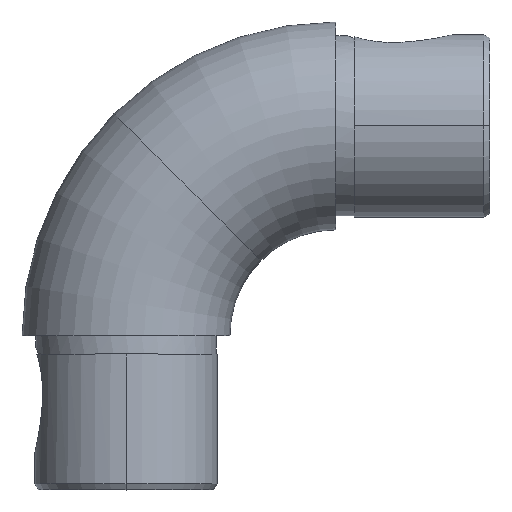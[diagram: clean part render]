
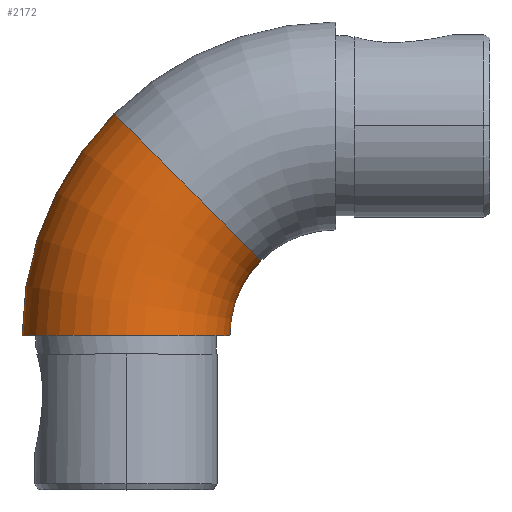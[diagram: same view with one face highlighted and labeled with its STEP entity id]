
A CAD part, top view. The second image highlights one B-rep face of the part: STEP entity #2172.
In plain terms, the highlighted toroidal (fillet/blend) face has major radius 34 mm and minor radius 16.85 mm.
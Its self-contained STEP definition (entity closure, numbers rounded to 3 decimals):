
#7 = DIRECTION ( 'NONE',  ( 0.707, 0.707, 0. ) ) ;
#138 = VERTEX_POINT ( 'NONE', #970 ) ;
#186 = CARTESIAN_POINT ( 'NONE',  ( -25., -34., 0. ) ) ;
#256 = FACE_OUTER_BOUND ( 'NONE', #1622, .T. ) ;
#292 = AXIS2_PLACEMENT_3D ( 'NONE', #760, #1772, #1753 ) ;
#318 = CARTESIAN_POINT ( 'NONE',  ( -25., 0., 0. ) ) ;
#350 = VERTEX_POINT ( 'NONE', #425 ) ;
#415 = CARTESIAN_POINT ( 'NONE',  ( -25., 16.85, 0. ) ) ;
#425 = CARTESIAN_POINT ( 'NONE',  ( -60.956, 1.956, 0. ) ) ;
#507 = CIRCLE ( 'NONE', #1439, 16.85 ) ;
#657 = CIRCLE ( 'NONE', #906, 50.85 ) ;
#714 = CARTESIAN_POINT ( 'NONE',  ( -25., -16.85, 0. ) ) ;
#760 = CARTESIAN_POINT ( 'NONE',  ( -25., -34., 0. ) ) ;
#765 = VERTEX_POINT ( 'NONE', #714 ) ;
#782 = DIRECTION ( 'NONE',  ( 0., 0., -1. ) ) ;
#906 = AXIS2_PLACEMENT_3D ( 'NONE', #1836, #1077, #1324 ) ;
#959 = TOROIDAL_SURFACE ( 'NONE', #292, 34., 16.85 ) ;
#970 = CARTESIAN_POINT ( 'NONE',  ( -37.127, -21.873, 0. ) ) ;
#1045 = ORIENTED_EDGE ( 'NONE', *, *, #2954, .F. ) ;
#1054 = AXIS2_PLACEMENT_3D ( 'NONE', #186, #3136, #2399 ) ;
#1077 = DIRECTION ( 'NONE',  ( 0., 0., 1. ) ) ;
#1095 = DIRECTION ( 'NONE',  ( 0., 0., -1. ) ) ;
#1104 = CIRCLE ( 'NONE', #1584, 16.85 ) ;
#1324 = DIRECTION ( 'NONE',  ( 0., -1., 0. ) ) ;
#1430 = CIRCLE ( 'NONE', #1054, 17.15 ) ;
#1439 = AXIS2_PLACEMENT_3D ( 'NONE', #2242, #7, #782 ) ;
#1527 = VERTEX_POINT ( 'NONE', #415 ) ;
#1532 = EDGE_CURVE ( 'NONE', #765, #138, #1430, .T. ) ;
#1584 = AXIS2_PLACEMENT_3D ( 'NONE', #318, #2303, #1095 ) ;
#1622 = EDGE_LOOP ( 'NONE', ( #1045, #1775, #2891, #2081 ) ) ;
#1753 = DIRECTION ( 'NONE',  ( 1., 0., 0. ) ) ;
#1772 = DIRECTION ( 'NONE',  ( 0., 0., 1. ) ) ;
#1775 = ORIENTED_EDGE ( 'NONE', *, *, #2264, .T. ) ;
#1836 = CARTESIAN_POINT ( 'NONE',  ( -25., -34., 0. ) ) ;
#2081 = ORIENTED_EDGE ( 'NONE', *, *, #2755, .T. ) ;
#2172 = ADVANCED_FACE ( 'NONE', ( #256 ), #959, .T. ) ;
#2242 = CARTESIAN_POINT ( 'NONE',  ( -49.042, -9.958, 0. ) ) ;
#2264 = EDGE_CURVE ( 'NONE', #1527, #765, #1104, .T. ) ;
#2303 = DIRECTION ( 'NONE',  ( -1., 0., 0. ) ) ;
#2399 = DIRECTION ( 'NONE',  ( 0., -1., 0. ) ) ;
#2755 = EDGE_CURVE ( 'NONE', #138, #350, #507, .T. ) ;
#2891 = ORIENTED_EDGE ( 'NONE', *, *, #1532, .T. ) ;
#2954 = EDGE_CURVE ( 'NONE', #1527, #350, #657, .T. ) ;
#3136 = DIRECTION ( 'NONE',  ( 0., 0., 1. ) ) ;
